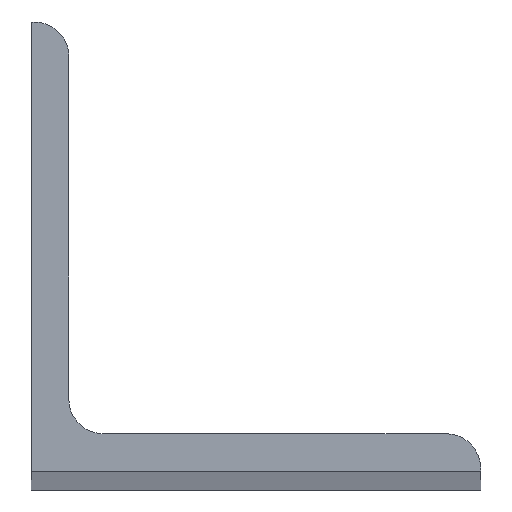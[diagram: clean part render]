
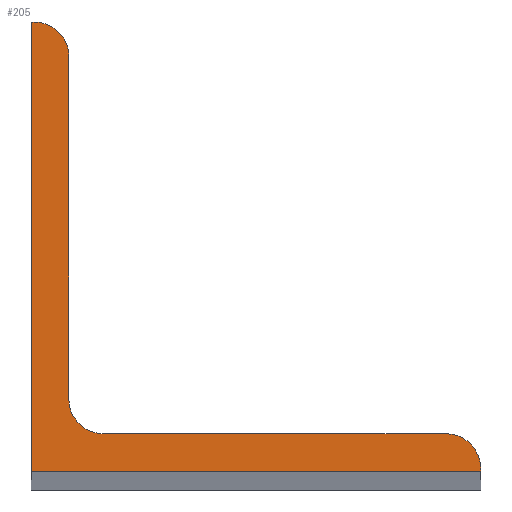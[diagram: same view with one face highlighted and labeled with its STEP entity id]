
A CAD part, top view. The second image highlights one B-rep face of the part: STEP entity #205.
In plain terms, the highlighted planar face has unit normal (0, 0, 1).
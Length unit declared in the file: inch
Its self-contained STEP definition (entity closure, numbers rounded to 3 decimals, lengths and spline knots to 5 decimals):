
#28=FACE_OUTER_BOUND('',#39,.T.);
#39=EDGE_LOOP('',(#178,#179,#180,#181,#182,#183,#184,#185,#186));
#48=LINE('',#316,#69);
#52=LINE('',#325,#73);
#54=LINE('',#332,#75);
#56=LINE('',#336,#77);
#58=LINE('',#340,#79);
#60=LINE('',#343,#81);
#69=VECTOR('',#255,2.29);
#73=VECTOR('',#265,2.29);
#75=VECTOR('',#273,0.02);
#77=VECTOR('',#277,3.);
#79=VECTOR('',#281,3.);
#81=VECTOR('',#285,0.02);
#85=CIRCLE('',#219,0.23);
#86=CIRCLE('',#222,0.23);
#87=CIRCLE('',#225,0.23);
#97=VERTEX_POINT('',#309);
#98=VERTEX_POINT('',#311);
#99=VERTEX_POINT('',#315);
#100=VERTEX_POINT('',#319);
#101=VERTEX_POINT('',#323);
#102=VERTEX_POINT('',#327);
#103=VERTEX_POINT('',#331);
#104=VERTEX_POINT('',#335);
#105=VERTEX_POINT('',#339);
#116=EDGE_CURVE('',#97,#98,#85,.T.);
#118=EDGE_CURVE('',#98,#99,#48,.T.);
#120=EDGE_CURVE('',#99,#100,#86,.T.);
#123=EDGE_CURVE('',#100,#101,#52,.T.);
#124=EDGE_CURVE('',#101,#102,#87,.T.);
#126=EDGE_CURVE('',#102,#103,#54,.T.);
#128=EDGE_CURVE('',#103,#104,#56,.T.);
#130=EDGE_CURVE('',#104,#105,#58,.T.);
#132=EDGE_CURVE('',#105,#97,#60,.T.);
#178=ORIENTED_EDGE('',*,*,#116,.F.);
#179=ORIENTED_EDGE('',*,*,#132,.F.);
#180=ORIENTED_EDGE('',*,*,#130,.F.);
#181=ORIENTED_EDGE('',*,*,#128,.F.);
#182=ORIENTED_EDGE('',*,*,#126,.F.);
#183=ORIENTED_EDGE('',*,*,#124,.F.);
#184=ORIENTED_EDGE('',*,*,#123,.F.);
#185=ORIENTED_EDGE('',*,*,#120,.F.);
#186=ORIENTED_EDGE('',*,*,#118,.F.);
#194=PLANE('',#230);
#205=ADVANCED_FACE('',(#28),#194,.T.);
#219=AXIS2_PLACEMENT_3D('',#312,#250,#251);
#222=AXIS2_PLACEMENT_3D('',#320,#259,#260);
#225=AXIS2_PLACEMENT_3D('',#328,#268,#269);
#230=AXIS2_PLACEMENT_3D('',#344,#286,#287);
#250=DIRECTION('center_axis',(0.,0.,-1.));
#251=DIRECTION('ref_axis',(0.,1.,0.));
#255=DIRECTION('',(0.,-1.,0.));
#259=DIRECTION('center_axis',(0.,0.,1.));
#260=DIRECTION('ref_axis',(-1.,0.,0.));
#265=DIRECTION('',(1.,0.,0.));
#268=DIRECTION('center_axis',(0.,0.,-1.));
#269=DIRECTION('ref_axis',(0.,1.,0.));
#273=DIRECTION('',(0.,-1.,0.));
#277=DIRECTION('',(-1.,0.,0.));
#281=DIRECTION('',(0.,1.,0.));
#285=DIRECTION('',(1.,0.,0.));
#286=DIRECTION('center_axis',(0.,0.,1.));
#287=DIRECTION('ref_axis',(1.,0.,0.));
#309=CARTESIAN_POINT('',(0.02,3.,72.));
#311=CARTESIAN_POINT('',(0.25,2.77,72.));
#312=CARTESIAN_POINT('Origin',(0.02,2.77,72.));
#315=CARTESIAN_POINT('',(0.25,0.48,72.));
#316=CARTESIAN_POINT('',(0.25,2.77,72.));
#319=CARTESIAN_POINT('',(0.48,0.25,72.));
#320=CARTESIAN_POINT('Origin',(0.48,0.48,72.));
#323=CARTESIAN_POINT('',(2.77,0.25,72.));
#325=CARTESIAN_POINT('',(0.48,0.25,72.));
#327=CARTESIAN_POINT('',(3.,0.02,72.));
#328=CARTESIAN_POINT('Origin',(2.77,0.02,72.));
#331=CARTESIAN_POINT('',(3.,0.,72.));
#332=CARTESIAN_POINT('',(3.,0.02,72.));
#335=CARTESIAN_POINT('',(0.,0.,72.));
#336=CARTESIAN_POINT('',(3.,0.,72.));
#339=CARTESIAN_POINT('',(0.,3.,72.));
#340=CARTESIAN_POINT('',(0.,0.,72.));
#343=CARTESIAN_POINT('',(0.,3.,72.));
#344=CARTESIAN_POINT('Origin',(0.,0.,72.));
